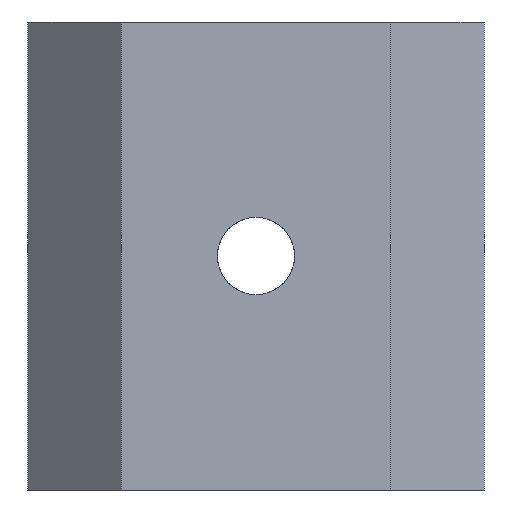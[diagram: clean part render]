
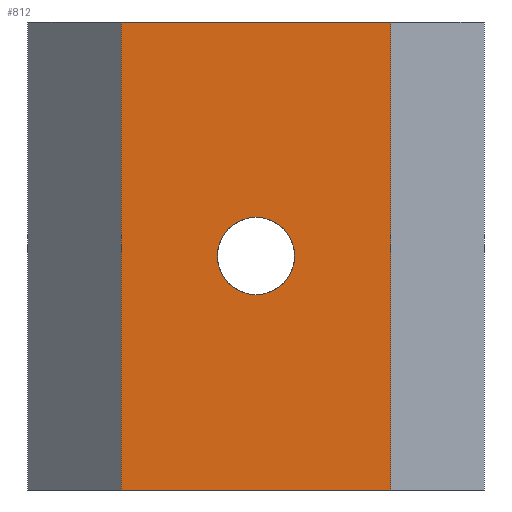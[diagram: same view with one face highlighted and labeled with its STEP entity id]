
A CAD part, front view. The second image highlights one B-rep face of the part: STEP entity #812.
In plain terms, the highlighted planar face has unit normal (0, -1, 0).
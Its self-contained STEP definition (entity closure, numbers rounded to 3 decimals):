
#27 = DIRECTION ( 'NONE',  ( 0., 0., -1. ) ) ;
#38 = CARTESIAN_POINT ( 'NONE',  ( -5.75, -9.5, 20. ) ) ;
#39 = DIRECTION ( 'NONE',  ( 0., 0., -1. ) ) ;
#43 = AXIS2_PLACEMENT_3D ( 'NONE', #154, #152, #150 ) ;
#55 = EDGE_CURVE ( 'NONE', #576, #597, #403, .T. ) ;
#56 = EDGE_CURVE ( 'NONE', #592, #604, #399, .T. ) ;
#72 = EDGE_CURVE ( 'NONE', #597, #581, #368, .T. ) ;
#78 = EDGE_CURVE ( 'NONE', #576, #601, #356, .T. ) ;
#84 = EDGE_CURVE ( 'NONE', #604, #592, #344, .T. ) ;
#104 = EDGE_CURVE ( 'NONE', #601, #581, #309, .T. ) ;
#116 = PLANE ( 'NONE',  #733 ) ;
#123 = CARTESIAN_POINT ( 'NONE',  ( -5.75, -9.5, 20. ) ) ;
#124 = DIRECTION ( 'NONE',  ( 0., 1., 0. ) ) ;
#125 = DIRECTION ( 'NONE',  ( -1., 0., 0. ) ) ;
#150 = DIRECTION ( 'NONE',  ( 0., 0., -1. ) ) ;
#152 = DIRECTION ( 'NONE',  ( 0., -1., 0. ) ) ;
#154 = CARTESIAN_POINT ( 'NONE',  ( 0., -9.5, 10. ) ) ;
#279 = FACE_OUTER_BOUND ( 'NONE', #587, .T. ) ;
#284 = FACE_BOUND ( 'NONE', #605, .T. ) ;
#306 = VECTOR ( 'NONE', #633, 1000. ) ;
#309 = LINE ( 'NONE', #632, #306 ) ;
#344 = CIRCLE ( 'NONE', #781, 1.65 ) ;
#353 = VECTOR ( 'NONE', #39, 1000. ) ;
#356 = LINE ( 'NONE', #38, #353 ) ;
#365 = VECTOR ( 'NONE', #27, 1000. ) ;
#368 = LINE ( 'NONE', #818, #365 ) ;
#398 = VECTOR ( 'NONE', #721, 1000. ) ;
#399 = CIRCLE ( 'NONE', #43, 1.65 ) ;
#403 = LINE ( 'NONE', #720, #398 ) ;
#442 = ORIENTED_EDGE ( 'NONE', *, *, #84, .F. ) ;
#453 = ORIENTED_EDGE ( 'NONE', *, *, #72, .F. ) ;
#454 = ORIENTED_EDGE ( 'NONE', *, *, #55, .F. ) ;
#456 = ORIENTED_EDGE ( 'NONE', *, *, #104, .T. ) ;
#460 = ORIENTED_EDGE ( 'NONE', *, *, #56, .F. ) ;
#506 = ORIENTED_EDGE ( 'NONE', *, *, #78, .T. ) ;
#576 = VERTEX_POINT ( 'NONE', #655 ) ;
#581 = VERTEX_POINT ( 'NONE', #658 ) ;
#587 = EDGE_LOOP ( 'NONE', ( #456, #453, #454, #506 ) ) ;
#592 = VERTEX_POINT ( 'NONE', #664 ) ;
#597 = VERTEX_POINT ( 'NONE', #667 ) ;
#601 = VERTEX_POINT ( 'NONE', #670 ) ;
#604 = VERTEX_POINT ( 'NONE', #673 ) ;
#605 = EDGE_LOOP ( 'NONE', ( #460, #442 ) ) ;
#632 = CARTESIAN_POINT ( 'NONE',  ( -5.75, -9.5, 0. ) ) ;
#633 = DIRECTION ( 'NONE',  ( 1., 0., 0. ) ) ;
#655 = CARTESIAN_POINT ( 'NONE',  ( -5.75, -9.5, 20. ) ) ;
#658 = CARTESIAN_POINT ( 'NONE',  ( 5.75, -9.5, 0. ) ) ;
#664 = CARTESIAN_POINT ( 'NONE',  ( 0., -9.5, 8.35 ) ) ;
#667 = CARTESIAN_POINT ( 'NONE',  ( 5.75, -9.5, 20. ) ) ;
#670 = CARTESIAN_POINT ( 'NONE',  ( -5.75, -9.5, 0. ) ) ;
#673 = CARTESIAN_POINT ( 'NONE',  ( 0., -9.5, 11.65 ) ) ;
#678 = CARTESIAN_POINT ( 'NONE',  ( 0., -9.5, 10. ) ) ;
#679 = DIRECTION ( 'NONE',  ( 0., -1., 0. ) ) ;
#680 = DIRECTION ( 'NONE',  ( 0., 0., -1. ) ) ;
#720 = CARTESIAN_POINT ( 'NONE',  ( -5.75, -9.5, 20. ) ) ;
#721 = DIRECTION ( 'NONE',  ( 1., 0., 0. ) ) ;
#733 = AXIS2_PLACEMENT_3D ( 'NONE', #123, #124, #125 ) ;
#781 = AXIS2_PLACEMENT_3D ( 'NONE', #678, #679, #680 ) ;
#812 = ADVANCED_FACE ( 'NONE', ( #284, #279 ), #116, .F. ) ;
#818 = CARTESIAN_POINT ( 'NONE',  ( 5.75, -9.5, 20. ) ) ;
